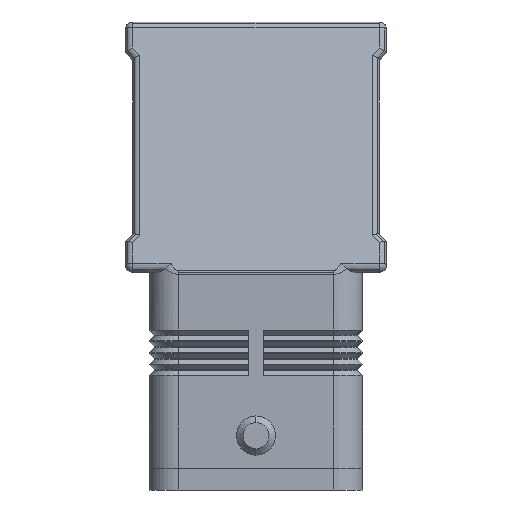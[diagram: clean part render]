
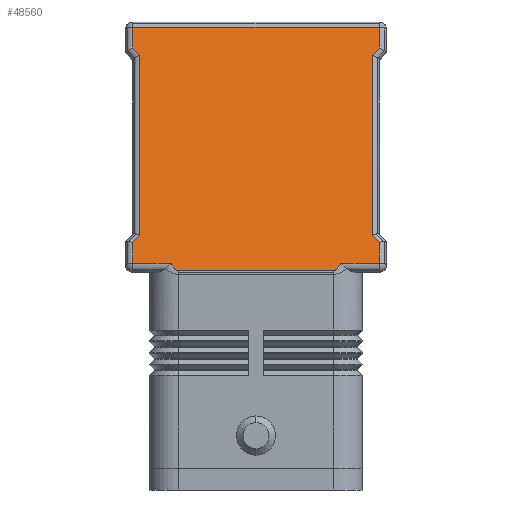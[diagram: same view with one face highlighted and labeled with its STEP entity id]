
A CAD part, left-side view. The second image highlights one B-rep face of the part: STEP entity #48560.
In plain terms, the highlighted planar face has unit normal (-0.968, 0, 0.252).
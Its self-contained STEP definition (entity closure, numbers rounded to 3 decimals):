
#2840=CARTESIAN_POINT('',(-31.173,-11.69,
31.252));
#2850=VERTEX_POINT('',#2840);
#2880=CARTESIAN_POINT('',(-31.173,-17.,31.252));
#2890=DIRECTION('',(0.,1.,0.));
#2900=VECTOR('',#2890,5.31);
#2910=LINE('',#2880,#2900);
#2920=CARTESIAN_POINT('',(-31.173,-17.,31.252));
#2930=VERTEX_POINT('',#2920);
#2940=EDGE_CURVE('',#2930,#2850,#2910,.T.);
#4480=CARTESIAN_POINT('',(-31.173,17.,31.252));
#4490=VERTEX_POINT('',#4480);
#4520=CARTESIAN_POINT('',(-31.173,11.69,
31.252));
#4530=DIRECTION('',(0.,1.,0.));
#4540=VECTOR('',#4530,5.31);
#4550=LINE('',#4520,#4540);
#4560=CARTESIAN_POINT('',(-31.173,11.69,
31.252));
#4570=VERTEX_POINT('',#4560);
#4580=EDGE_CURVE('',#4570,#4490,#4550,.T.);
#10780=CARTESIAN_POINT('',(-22.695,-17.,63.752));
#10790=VERTEX_POINT('',#10780);
#10840=CARTESIAN_POINT('',(-22.695,17.,63.752));
#10850=DIRECTION('',(0.,-1.,0.));
#10860=VECTOR('',#10850,34.);
#10870=LINE('',#10840,#10860);
#10880=CARTESIAN_POINT('',(-22.695,17.,63.752));
#10890=VERTEX_POINT('',#10880);
#10900=EDGE_CURVE('',#10890,#10790,#10870,.T.);
#19600=CARTESIAN_POINT('',(-31.435,10.7,30.248));
#19610=VERTEX_POINT('',#19600);
#19660=CARTESIAN_POINT('',(-31.435,-10.7,30.248));
#19670=DIRECTION('',(0.,1.,0.));
#19680=VECTOR('',#19670,21.4);
#19690=LINE('',#19660,#19680);
#19700=CARTESIAN_POINT('',(-31.435,-10.7,30.248));
#19710=VERTEX_POINT('',#19700);
#19720=EDGE_CURVE('',#19710,#19610,#19690,.T.);
#45880=CARTESIAN_POINT('',(-29.435,-10.7,37.915));
#45890=DIRECTION('',(0.968,0.,-0.252));
#45900=DIRECTION('',(-0.252,0.,-0.968));
#45910=AXIS2_PLACEMENT_3D('',#45880,#45890,#45900);
#45920=ELLIPSE('',#45910,7.923,2.);
#45930=EDGE_CURVE('',#2850,#19710,#45920,.T.);
#47400=CARTESIAN_POINT('',(-29.435,10.7,37.915));
#47410=DIRECTION('',(0.968,0.,-0.252));
#47420=DIRECTION('',(-0.252,0.,-0.968));
#47430=AXIS2_PLACEMENT_3D('',#47400,#47410,#47420);
#47440=ELLIPSE('',#47430,7.923,2.);
#47450=EDGE_CURVE('',#19610,#4570,#47440,.T.);
#47670=CARTESIAN_POINT('',(-22.5,0.,64.5));
#47680=DIRECTION('',(-0.968,0.,0.252));
#47690=DIRECTION('',(0.252,0.,0.968));
#47700=AXIS2_PLACEMENT_3D('',#47670,#47680,#47690);
#47710=PLANE('',#47700);
#47720=CARTESIAN_POINT('',(-31.173,17.,31.252));
#47730=DIRECTION('',(0.252,0.,0.968));
#47740=VECTOR('',#47730,2.931);
#47750=LINE('',#47720,#47740);
#47760=CARTESIAN_POINT('',(-30.434,17.,34.088));
#47770=VERTEX_POINT('',#47760);
#47780=EDGE_CURVE('',#4490,#47770,#47750,.T.);
#47790=ORIENTED_EDGE('',*,*,#47780,.F.);
#47800=CARTESIAN_POINT('',(-30.434,17.,34.088));
#47810=DIRECTION('',(0.181,-0.695,
0.695));
#47820=VECTOR('',#47810,1.438);
#47830=LINE('',#47800,#47820);
#47840=CARTESIAN_POINT('',(-30.173,16.,35.088));
#47850=VERTEX_POINT('',#47840);
#47860=EDGE_CURVE('',#47770,#47850,#47830,.T.);
#47870=ORIENTED_EDGE('',*,*,#47860,.F.);
#47880=CARTESIAN_POINT('',(-30.173,16.,35.088));
#47890=DIRECTION('',(0.252,0.,0.968));
#47900=VECTOR('',#47890,25.659);
#47910=LINE('',#47880,#47900);
#47920=CARTESIAN_POINT('',(-23.696,16.,59.917));
#47930=VERTEX_POINT('',#47920);
#47940=EDGE_CURVE('',#47850,#47930,#47910,.T.);
#47950=ORIENTED_EDGE('',*,*,#47940,.F.);
#47960=CARTESIAN_POINT('',(-23.696,16.,59.917));
#47970=DIRECTION('',(0.181,0.695,
0.695));
#47980=VECTOR('',#47970,1.438);
#47990=LINE('',#47960,#47980);
#48000=CARTESIAN_POINT('',(-23.435,17.,60.917));
#48010=VERTEX_POINT('',#48000);
#48020=EDGE_CURVE('',#47930,#48010,#47990,.T.);
#48030=ORIENTED_EDGE('',*,*,#48020,.F.);
#48040=CARTESIAN_POINT('',(-23.435,17.,60.917));
#48050=DIRECTION('',(0.252,0.,0.968));
#48060=VECTOR('',#48050,2.931);
#48070=LINE('',#48040,#48060);
#48080=EDGE_CURVE('',#48010,#10890,#48070,.T.);
#48090=ORIENTED_EDGE('',*,*,#48080,.F.);
#48100=ORIENTED_EDGE('',*,*,#10900,.F.);
#48110=CARTESIAN_POINT('',(-22.695,-17.,63.752));
#48120=DIRECTION('',(-0.252,0.,-0.968));
#48130=VECTOR('',#48120,2.931);
#48140=LINE('',#48110,#48130);
#48150=CARTESIAN_POINT('',(-23.435,-17.,60.917));
#48160=VERTEX_POINT('',#48150);
#48170=EDGE_CURVE('',#10790,#48160,#48140,.T.);
#48180=ORIENTED_EDGE('',*,*,#48170,.F.);
#48190=CARTESIAN_POINT('',(-23.435,-17.,60.917));
#48200=DIRECTION('',(-0.181,0.695,
-0.695));
#48210=VECTOR('',#48200,1.438);
#48220=LINE('',#48190,#48210);
#48230=CARTESIAN_POINT('',(-23.696,-16.,59.917));
#48240=VERTEX_POINT('',#48230);
#48250=EDGE_CURVE('',#48160,#48240,#48220,.T.);
#48260=ORIENTED_EDGE('',*,*,#48250,.F.);
#48270=CARTESIAN_POINT('',(-23.696,-16.,59.917));
#48280=DIRECTION('',(-0.252,0.,-0.968));
#48290=VECTOR('',#48280,25.659);
#48300=LINE('',#48270,#48290);
#48310=CARTESIAN_POINT('',(-30.173,-16.,35.088));
#48320=VERTEX_POINT('',#48310);
#48330=EDGE_CURVE('',#48240,#48320,#48300,.T.);
#48340=ORIENTED_EDGE('',*,*,#48330,.F.);
#48350=CARTESIAN_POINT('',(-30.173,-16.,35.088));
#48360=DIRECTION('',(-0.181,-0.695,
-0.695));
#48370=VECTOR('',#48360,1.438);
#48380=LINE('',#48350,#48370);
#48390=CARTESIAN_POINT('',(-30.434,-17.,34.088));
#48400=VERTEX_POINT('',#48390);
#48410=EDGE_CURVE('',#48320,#48400,#48380,.T.);
#48420=ORIENTED_EDGE('',*,*,#48410,.F.);
#48430=CARTESIAN_POINT('',(-30.434,-17.,34.088));
#48440=DIRECTION('',(-0.252,0.,-0.968));
#48450=VECTOR('',#48440,2.931);
#48460=LINE('',#48430,#48450);
#48470=EDGE_CURVE('',#48400,#2930,#48460,.T.);
#48480=ORIENTED_EDGE('',*,*,#48470,.F.);
#48490=ORIENTED_EDGE('',*,*,#2940,.F.);
#48500=ORIENTED_EDGE('',*,*,#45930,.F.);
#48510=ORIENTED_EDGE('',*,*,#19720,.F.);
#48520=ORIENTED_EDGE('',*,*,#47450,.F.);
#48530=ORIENTED_EDGE('',*,*,#4580,.F.);
#48540=EDGE_LOOP('',(#48530,#48520,#48510,#48500,#48490,#48480,#48420,
#48340,#48260,#48180,#48100,#48090,#48030,#47950,#47870,#47790));
#48550=FACE_OUTER_BOUND('',#48540,.T.);
#48560=ADVANCED_FACE('',(#48550),#47710,.T.);
